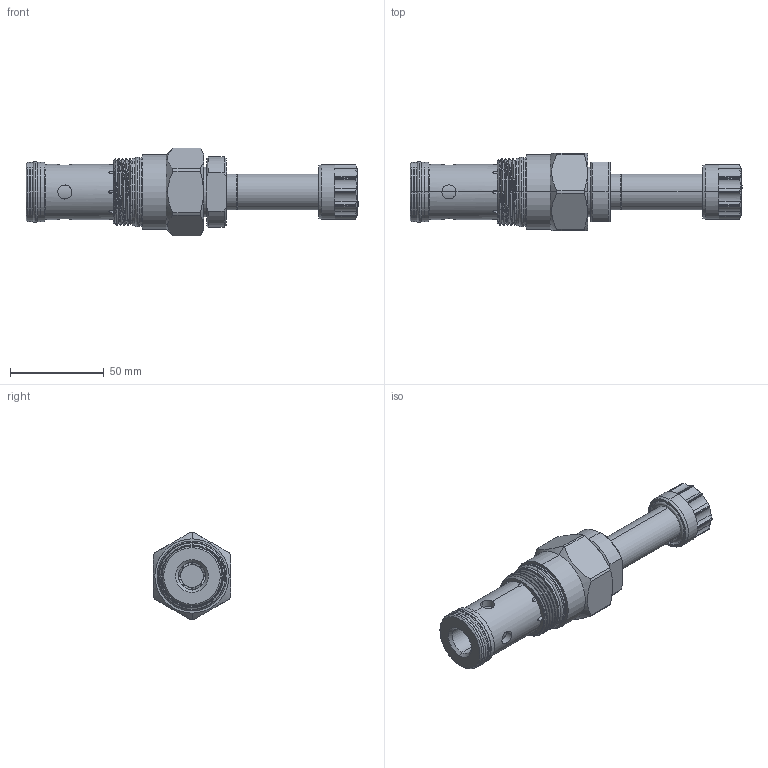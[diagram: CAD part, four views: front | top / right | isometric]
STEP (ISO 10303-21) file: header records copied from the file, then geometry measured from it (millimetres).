
FILE_DESCRIPTION (( 'STEP AP203' ), '1' );
FILE_NAME ('PEV16A2D-P.STEP', '2016-07-25T06:50:25', ( '' ), ( '' ), 'SwSTEP 2.0', 'SolidWorks 2012', '' );
FILE_SCHEMA (( 'CONFIG_CONTROL_DESIGN' ));
Length unit declared in the file: millimetre
Products named in the file (1): PEV16A2D-P
Bounding box: 177.13 x 41.2 x 46.8 mm (x, y, z)
Volume: 125945.8 mm3; surface area: 32700.8 mm2
Topology: 10 solids, 10 shells, 436 faces, 1084 edges, 696 vertices
Faces by surface type: cylinder 194, plane 140, cone 55, torus 30, bspline 17
Entity records: 18421 total; most frequent: CARTESIAN_POINT 8251, ORIENTED_EDGE 2168, DIRECTION 2048, EDGE_CURVE 1084, AXIS2_PLACEMENT_3D 793, VERTEX_POINT 696, EDGE_LOOP 480, VECTOR 462
